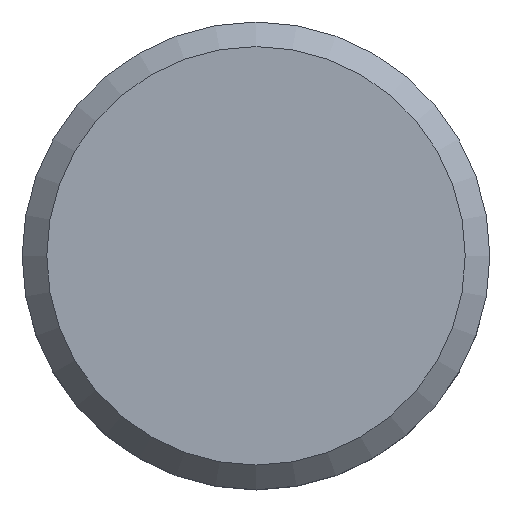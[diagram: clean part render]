
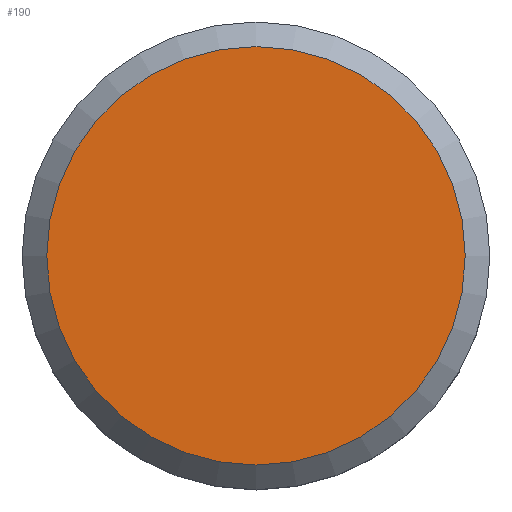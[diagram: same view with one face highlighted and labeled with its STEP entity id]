
A CAD part, top view. The second image highlights one B-rep face of the part: STEP entity #190.
In plain terms, the highlighted planar face has unit normal (0, 0, 1).
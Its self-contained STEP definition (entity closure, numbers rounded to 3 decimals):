
#18=PLANE('',#222);
#33=FACE_OUTER_BOUND('',#47,.T.);
#47=EDGE_LOOP('',(#149));
#90=CIRCLE('',#221,8.5);
#101=VERTEX_POINT('',#317);
#118=EDGE_CURVE('',#101,#101,#90,.T.);
#149=ORIENTED_EDGE('',*,*,#118,.F.);
#190=ADVANCED_FACE('',(#33),#18,.T.);
#221=AXIS2_PLACEMENT_3D('',#318,#256,#257);
#222=AXIS2_PLACEMENT_3D('',#320,#259,#260);
#256=DIRECTION('center_axis',(0.,0.,-1.));
#257=DIRECTION('ref_axis',(-1.,0.,0.));
#259=DIRECTION('center_axis',(0.,0.,1.));
#260=DIRECTION('ref_axis',(-1.,0.,0.));
#317=CARTESIAN_POINT('',(313.3,120.475,21.5));
#318=CARTESIAN_POINT('Origin',(304.8,120.475,21.5));
#320=CARTESIAN_POINT('Origin',(304.8,120.475,21.5));
